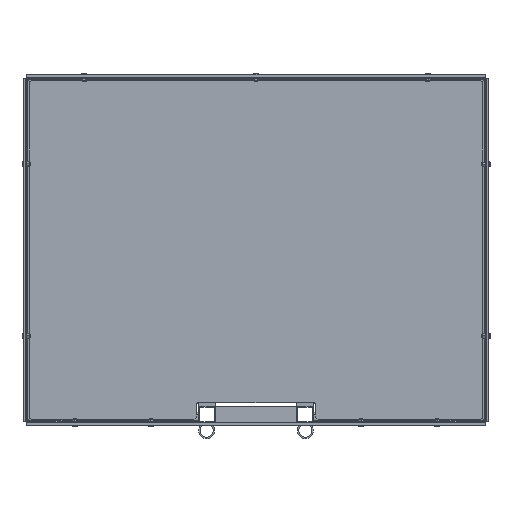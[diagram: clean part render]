
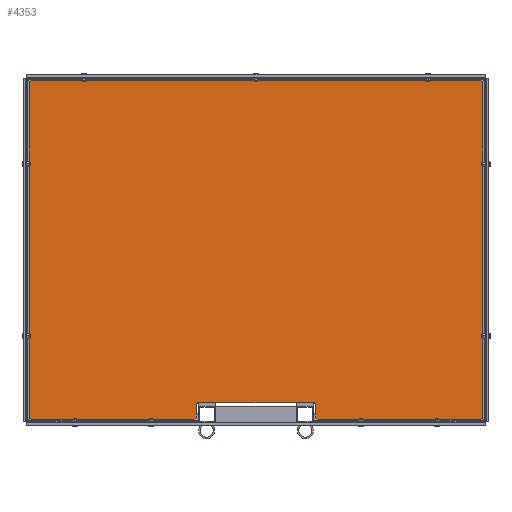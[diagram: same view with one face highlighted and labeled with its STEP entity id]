
A CAD part, top view. The second image highlights one B-rep face of the part: STEP entity #4353.
In plain terms, the highlighted face is planar.
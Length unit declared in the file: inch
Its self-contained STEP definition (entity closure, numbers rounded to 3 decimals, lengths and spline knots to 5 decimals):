
#429=CIRCLE('',#5092,0.25);
#430=CIRCLE('',#5093,0.25);
#893=FACE_OUTER_BOUND('',#1235,.T.);
#1235=EDGE_LOOP('',(#3763,#3764,#3765,#3766,#3767,#3768,#3769,#3770,#3771,
#3772,#3773,#3774,#3775,#3776,#3777,#3778));
#1583=LINE('',#7432,#1933);
#1587=LINE('',#7441,#1937);
#1589=LINE('',#7446,#1939);
#1593=LINE('',#7455,#1943);
#1597=LINE('',#7464,#1947);
#1601=LINE('',#7473,#1951);
#1605=LINE('',#7482,#1955);
#1611=LINE('',#7495,#1961);
#1613=LINE('',#7498,#1963);
#1614=LINE('',#7501,#1964);
#1615=LINE('',#7502,#1965);
#1616=LINE('',#7503,#1966);
#1617=LINE('',#7504,#1967);
#1618=LINE('',#7505,#1968);
#1933=VECTOR('',#6155,39.37008);
#1937=VECTOR('',#6161,39.37008);
#1939=VECTOR('',#6165,39.37008);
#1943=VECTOR('',#6171,39.37008);
#1947=VECTOR('',#6177,39.37008);
#1951=VECTOR('',#6183,39.37008);
#1955=VECTOR('',#6189,39.37008);
#1961=VECTOR('',#6197,39.37008);
#1963=VECTOR('',#6201,39.37008);
#1964=VECTOR('',#6206,39.37008);
#1965=VECTOR('',#6207,39.37008);
#1966=VECTOR('',#6208,39.37008);
#1967=VECTOR('',#6209,39.37008);
#1968=VECTOR('',#6210,39.37008);
#2301=VERTEX_POINT('',#7429);
#2302=VERTEX_POINT('',#7431);
#2305=VERTEX_POINT('',#7438);
#2306=VERTEX_POINT('',#7440);
#2307=VERTEX_POINT('',#7444);
#2308=VERTEX_POINT('',#7445);
#2311=VERTEX_POINT('',#7453);
#2312=VERTEX_POINT('',#7454);
#2315=VERTEX_POINT('',#7462);
#2316=VERTEX_POINT('',#7463);
#2319=VERTEX_POINT('',#7471);
#2320=VERTEX_POINT('',#7472);
#2323=VERTEX_POINT('',#7480);
#2324=VERTEX_POINT('',#7481);
#2329=VERTEX_POINT('',#7492);
#2330=VERTEX_POINT('',#7494);
#2797=EDGE_CURVE('',#2301,#2302,#1583,.T.);
#2801=EDGE_CURVE('',#2306,#2305,#1587,.T.);
#2803=EDGE_CURVE('',#2307,#2308,#1589,.T.);
#2807=EDGE_CURVE('',#2311,#2312,#1593,.T.);
#2811=EDGE_CURVE('',#2315,#2316,#1597,.T.);
#2815=EDGE_CURVE('',#2319,#2320,#1601,.T.);
#2819=EDGE_CURVE('',#2323,#2324,#1605,.T.);
#2825=EDGE_CURVE('',#2329,#2330,#1611,.T.);
#2827=EDGE_CURVE('',#2301,#2306,#1613,.T.);
#2828=EDGE_CURVE('',#2305,#2307,#429,.T.);
#2829=EDGE_CURVE('',#2308,#2312,#430,.T.);
#2830=EDGE_CURVE('',#2311,#2316,#1614,.T.);
#2831=EDGE_CURVE('',#2315,#2319,#1615,.T.);
#2832=EDGE_CURVE('',#2320,#2323,#1616,.T.);
#2833=EDGE_CURVE('',#2324,#2330,#1617,.T.);
#2834=EDGE_CURVE('',#2329,#2302,#1618,.T.);
#3763=ORIENTED_EDGE('',*,*,#2797,.F.);
#3764=ORIENTED_EDGE('',*,*,#2827,.T.);
#3765=ORIENTED_EDGE('',*,*,#2801,.T.);
#3766=ORIENTED_EDGE('',*,*,#2828,.T.);
#3767=ORIENTED_EDGE('',*,*,#2803,.T.);
#3768=ORIENTED_EDGE('',*,*,#2829,.T.);
#3769=ORIENTED_EDGE('',*,*,#2807,.F.);
#3770=ORIENTED_EDGE('',*,*,#2830,.T.);
#3771=ORIENTED_EDGE('',*,*,#2811,.F.);
#3772=ORIENTED_EDGE('',*,*,#2831,.T.);
#3773=ORIENTED_EDGE('',*,*,#2815,.T.);
#3774=ORIENTED_EDGE('',*,*,#2832,.T.);
#3775=ORIENTED_EDGE('',*,*,#2819,.T.);
#3776=ORIENTED_EDGE('',*,*,#2833,.T.);
#3777=ORIENTED_EDGE('',*,*,#2825,.F.);
#3778=ORIENTED_EDGE('',*,*,#2834,.T.);
#4141=PLANE('',#5091);
#4353=ADVANCED_FACE('',(#893),#4141,.T.);
#5091=AXIS2_PLACEMENT_3D('',#7497,#6199,#6200);
#5092=AXIS2_PLACEMENT_3D('',#7499,#6202,#6203);
#5093=AXIS2_PLACEMENT_3D('',#7500,#6204,#6205);
#6155=DIRECTION('',(0.,0.,1.));
#6161=DIRECTION('',(1.,0.,0.));
#6165=DIRECTION('',(0.,0.,-1.));
#6171=DIRECTION('',(1.,0.,0.));
#6177=DIRECTION('',(0.,0.,1.));
#6183=DIRECTION('',(1.,0.,0.));
#6189=DIRECTION('',(0.,0.,1.));
#6197=DIRECTION('',(1.,0.,0.));
#6199=DIRECTION('center_axis',(0.,-1.,0.));
#6200=DIRECTION('ref_axis',(1.,0.,0.));
#6201=DIRECTION('',(0.707,0.,-0.707));
#6202=DIRECTION('center_axis',(0.,1.,0.));
#6203=DIRECTION('ref_axis',(0.,0.,-1.));
#6204=DIRECTION('center_axis',(0.,1.,0.));
#6205=DIRECTION('ref_axis',(0.,0.,-1.));
#6206=DIRECTION('',(-0.707,0.,-0.707));
#6207=DIRECTION('',(0.707,0.,-0.707));
#6208=DIRECTION('',(0.707,0.,0.707));
#6209=DIRECTION('',(-0.707,0.,0.707));
#6210=DIRECTION('',(-0.707,0.,-0.707));
#7429=CARTESIAN_POINT('',(2.,-0.25,30.25));
#7431=CARTESIAN_POINT('',(2.,-0.25,47.25));
#7432=CARTESIAN_POINT('',(2.,-0.25,2.06904));
#7438=CARTESIAN_POINT('',(3.5,-0.25,30.));
#7440=CARTESIAN_POINT('',(2.25,-0.25,30.));
#7441=CARTESIAN_POINT('',(4.76793,-0.25,30.));
#7444=CARTESIAN_POINT('',(3.75,-0.25,29.75));
#7445=CARTESIAN_POINT('',(3.75,-0.25,17.75));
#7446=CARTESIAN_POINT('',(3.75,-0.25,24.64587));
#7453=CARTESIAN_POINT('',(2.25,-0.25,17.5));
#7454=CARTESIAN_POINT('',(3.5,-0.25,17.5));
#7455=CARTESIAN_POINT('',(4.76793,-0.25,17.5));
#7462=CARTESIAN_POINT('',(2.,-0.25,0.25));
#7463=CARTESIAN_POINT('',(2.,-0.25,17.25));
#7464=CARTESIAN_POINT('',(2.,-0.25,2.06904));
#7471=CARTESIAN_POINT('',(2.25,-0.25,0.));
#7472=CARTESIAN_POINT('',(37.25,-0.25,0.));
#7473=CARTESIAN_POINT('',(4.87014,-0.25,0.));
#7480=CARTESIAN_POINT('',(37.5,-0.25,0.25));
#7481=CARTESIAN_POINT('',(37.5,-0.25,47.25));
#7482=CARTESIAN_POINT('',(37.5,-0.25,2.06904));
#7492=CARTESIAN_POINT('',(2.25,-0.25,47.5));
#7494=CARTESIAN_POINT('',(37.25,-0.25,47.5));
#7495=CARTESIAN_POINT('',(4.87014,-0.25,47.5));
#7497=CARTESIAN_POINT('Origin',(19.75,-0.25,23.75));
#7498=CARTESIAN_POINT('',(14.125,-0.25,18.125));
#7499=CARTESIAN_POINT('Origin',(3.5,-0.25,29.75));
#7500=CARTESIAN_POINT('Origin',(3.5,-0.25,17.75));
#7501=CARTESIAN_POINT('',(14.125,-0.25,29.375));
#7502=CARTESIAN_POINT('',(-0.875,-0.25,3.125));
#7503=CARTESIAN_POINT('',(40.375,-0.25,3.125));
#7504=CARTESIAN_POINT('',(40.375,-0.25,44.375));
#7505=CARTESIAN_POINT('',(-0.875,-0.25,44.375));
